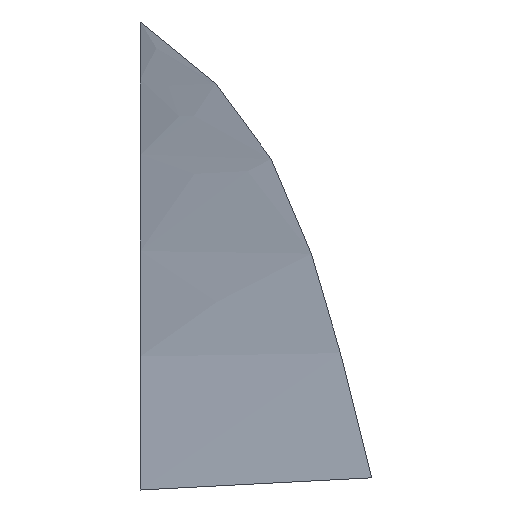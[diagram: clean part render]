
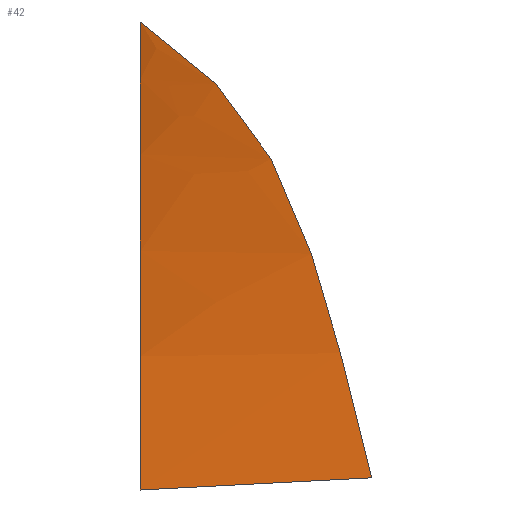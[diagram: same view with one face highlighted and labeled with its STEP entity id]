
A CAD part, front view. The second image highlights one B-rep face of the part: STEP entity #42.
In plain terms, the highlighted free-form (B-spline) face has degree [3, 3] with [7, 7] control points.
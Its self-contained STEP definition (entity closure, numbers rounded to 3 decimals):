
#42=ADVANCED_FACE('',(#44),#43,.T.);
#43=B_SPLINE_SURFACE_WITH_KNOTS('',3,3,((#109,#110,#111,#112,#113,#114,
#115),(#116,#117,#118,#119,#120,#121,#122),(#123,#124,#125,#126,#127,#128,
#129),(#130,#131,#132,#133,#134,#135,#136),(#137,#138,#139,#140,#141,#142,
#143),(#144,#145,#146,#147,#148,#149,#150),(#151,#152,#153,#154,#155,#156,
#157)),.UNSPECIFIED.,.F.,.F.,.F.,(4,3,4),(4,1,1,1,4),(0.,0.372,
1.),(0.,0.25,0.5,0.75,1.),
 .UNSPECIFIED.);
#44=FACE_OUTER_BOUND('',#45,.T.);
#45=EDGE_LOOP('',(#46,#47,#48,#49));
#46=ORIENTED_EDGE('',*,*,#54,.T.);
#47=ORIENTED_EDGE('',*,*,#55,.T.);
#48=ORIENTED_EDGE('',*,*,#56,.T.);
#49=ORIENTED_EDGE('',*,*,#57,.T.);
#50=VERTEX_POINT('',#72);
#51=VERTEX_POINT('',#73);
#52=VERTEX_POINT('',#81);
#53=VERTEX_POINT('',#86);
#54=EDGE_CURVE('',#50,#51,#58,.T.);
#55=EDGE_CURVE('',#51,#52,#59,.T.);
#56=EDGE_CURVE('',#52,#53,#60,.T.);
#57=EDGE_CURVE('',#53,#50,#61,.T.);
#58=B_SPLINE_CURVE_WITH_KNOTS('',3,(#66,#67,#68,#69,#70,#71),
 .UNSPECIFIED.,.F.,.F.,(4,2,4),(0.,0.5,1.),.UNSPECIFIED.);
#59=B_SPLINE_CURVE_WITH_KNOTS('',3,(#74,#75,#76,#77,#78,#79,#80),
 .UNSPECIFIED.,.F.,.F.,(4,3,4),(0.,0.383,1.),.UNSPECIFIED.);
#60=B_SPLINE_CURVE_WITH_KNOTS('',3,(#82,#83,#84,#85),.UNSPECIFIED.,.F.,
 .F.,(4,4),(0.,1.),.UNSPECIFIED.);
#61=B_SPLINE_CURVE_WITH_KNOTS('',3,(#87,#88,#89,#90,#91,#92,#93,#94,#95,
#96,#97,#98,#99,#100,#101,#102,#103,#104,#105,#106,#107,#108),
 .UNSPECIFIED.,.F.,.F.,(4,3,3,3,3,3,3,4),(0.,0.,0.061,
0.121,0.242,0.484,0.742,
1.),.UNSPECIFIED.);
#66=CARTESIAN_POINT('',(0.788,493.099,-722.12));
#67=CARTESIAN_POINT('',(1.16,490.241,-722.493));
#68=CARTESIAN_POINT('',(1.44,487.382,-722.958));
#69=CARTESIAN_POINT('',(1.936,481.748,-724.274));
#70=CARTESIAN_POINT('',(2.153,478.973,-725.13));
#71=CARTESIAN_POINT('',(2.423,476.305,-726.255));
#72=CARTESIAN_POINT('',(0.788,493.099,-722.12));
#73=CARTESIAN_POINT('',(2.423,476.305,-726.255));
#74=CARTESIAN_POINT('',(3.184,476.3,-726.215));
#75=CARTESIAN_POINT('',(2.778,476.303,-726.236));
#76=CARTESIAN_POINT('',(2.371,476.305,-726.258));
#77=CARTESIAN_POINT('',(1.964,476.307,-726.279));
#78=CARTESIAN_POINT('',(1.309,476.311,-726.314));
#79=CARTESIAN_POINT('',(0.654,476.314,-726.348));
#80=CARTESIAN_POINT('',(0.,476.318,-726.383));
#81=CARTESIAN_POINT('',(0.,476.318,-726.383));
#82=CARTESIAN_POINT('',(0.,476.318,-726.383));
#83=CARTESIAN_POINT('',(0.,483.366,-723.365));
#84=CARTESIAN_POINT('',(0.,491.164,-722.276));
#85=CARTESIAN_POINT('',(0.,498.788,-721.475));
#86=CARTESIAN_POINT('',(0.,498.788,-721.475));
#87=CARTESIAN_POINT('',(0.,498.788,-721.475));
#88=CARTESIAN_POINT('',(0.,498.788,-721.475));
#89=CARTESIAN_POINT('',(0.,498.788,-721.475));
#90=CARTESIAN_POINT('',(0.,498.788,-721.475));
#91=CARTESIAN_POINT('',(0.015,498.673,-721.486));
#92=CARTESIAN_POINT('',(0.031,498.558,-721.498));
#93=CARTESIAN_POINT('',(0.046,498.443,-721.51));
#94=CARTESIAN_POINT('',(0.062,498.328,-721.521));
#95=CARTESIAN_POINT('',(0.077,498.213,-721.533));
#96=CARTESIAN_POINT('',(0.093,498.098,-721.545));
#97=CARTESIAN_POINT('',(0.124,497.868,-721.569));
#98=CARTESIAN_POINT('',(0.156,497.639,-721.592));
#99=CARTESIAN_POINT('',(0.188,497.409,-721.617));
#100=CARTESIAN_POINT('',(0.253,496.95,-721.665));
#101=CARTESIAN_POINT('',(0.318,496.491,-721.715));
#102=CARTESIAN_POINT('',(0.383,496.032,-721.766));
#103=CARTESIAN_POINT('',(0.453,495.543,-721.821));
#104=CARTESIAN_POINT('',(0.522,495.054,-721.877));
#105=CARTESIAN_POINT('',(0.59,494.565,-721.936));
#106=CARTESIAN_POINT('',(0.658,494.077,-721.995));
#107=CARTESIAN_POINT('',(0.724,493.588,-722.056));
#108=CARTESIAN_POINT('',(0.788,493.099,-722.12));
#109=CARTESIAN_POINT('',(3.142,476.301,-726.217));
#110=CARTESIAN_POINT('',(2.929,478.078,-725.47));
#111=CARTESIAN_POINT('',(2.478,481.721,-724.216));
#112=CARTESIAN_POINT('',(1.735,487.379,-722.935));
#113=CARTESIAN_POINT('',(0.915,493.112,-722.075));
#114=CARTESIAN_POINT('',(0.316,496.91,-721.661));
#115=CARTESIAN_POINT('',(0.,498.788,-721.475));
#116=CARTESIAN_POINT('',(2.75,476.303,-726.238));
#117=CARTESIAN_POINT('',(2.573,478.078,-725.489));
#118=CARTESIAN_POINT('',(2.19,481.718,-724.233));
#119=CARTESIAN_POINT('',(1.535,487.372,-722.946));
#120=CARTESIAN_POINT('',(0.805,493.105,-722.079));
#121=CARTESIAN_POINT('',(0.277,496.907,-721.663));
#122=CARTESIAN_POINT('',(0.,498.788,-721.475));
#123=CARTESIAN_POINT('',(2.357,476.305,-726.258));
#124=CARTESIAN_POINT('',(2.217,478.078,-725.509));
#125=CARTESIAN_POINT('',(1.901,481.715,-724.25));
#126=CARTESIAN_POINT('',(1.335,487.364,-722.957));
#127=CARTESIAN_POINT('',(0.695,493.097,-722.084));
#128=CARTESIAN_POINT('',(0.237,496.903,-721.665));
#129=CARTESIAN_POINT('',(0.,498.788,-721.475));
#130=CARTESIAN_POINT('',(1.964,476.307,-726.279));
#131=CARTESIAN_POINT('',(1.861,478.078,-725.528));
#132=CARTESIAN_POINT('',(1.613,481.712,-724.267));
#133=CARTESIAN_POINT('',(1.134,487.356,-722.968));
#134=CARTESIAN_POINT('',(0.585,493.089,-722.088));
#135=CARTESIAN_POINT('',(0.198,496.9,-721.666));
#136=CARTESIAN_POINT('',(0.,498.788,-721.475));
#137=CARTESIAN_POINT('',(1.302,476.311,-726.314));
#138=CARTESIAN_POINT('',(1.261,478.079,-725.56));
#139=CARTESIAN_POINT('',(1.126,481.706,-724.295));
#140=CARTESIAN_POINT('',(0.797,487.344,-722.986));
#141=CARTESIAN_POINT('',(0.4,493.075,-722.096));
#142=CARTESIAN_POINT('',(0.131,496.894,-721.669));
#143=CARTESIAN_POINT('',(0.,498.788,-721.475));
#144=CARTESIAN_POINT('',(0.641,476.315,-726.349));
#145=CARTESIAN_POINT('',(0.598,478.079,-725.596));
#146=CARTESIAN_POINT('',(0.506,481.7,-724.331));
#147=CARTESIAN_POINT('',(0.355,487.33,-723.01));
#148=CARTESIAN_POINT('',(0.188,493.061,-722.105));
#149=CARTESIAN_POINT('',(0.065,496.888,-721.672));
#150=CARTESIAN_POINT('',(0.,498.788,-721.475));
#151=CARTESIAN_POINT('',(-0.019,476.318,-726.384));
#152=CARTESIAN_POINT('',(-0.018,478.08,-725.629));
#153=CARTESIAN_POINT('',(-0.015,481.697,-724.361));
#154=CARTESIAN_POINT('',(-0.01,487.318,-723.029));
#155=CARTESIAN_POINT('',(-0.006,493.048,-722.112));
#156=CARTESIAN_POINT('',(-0.002,496.882,-721.675));
#157=CARTESIAN_POINT('',(0.,498.788,-721.475));
